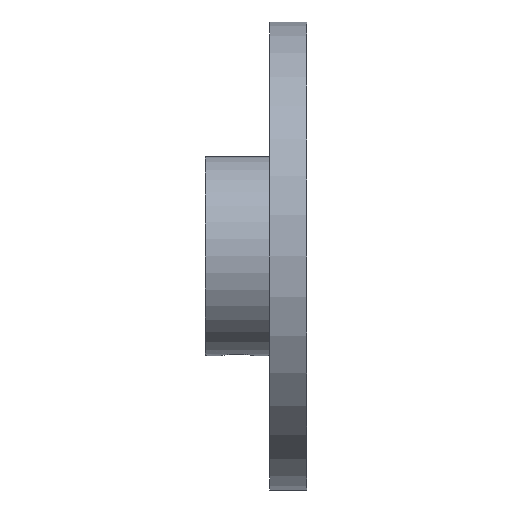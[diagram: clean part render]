
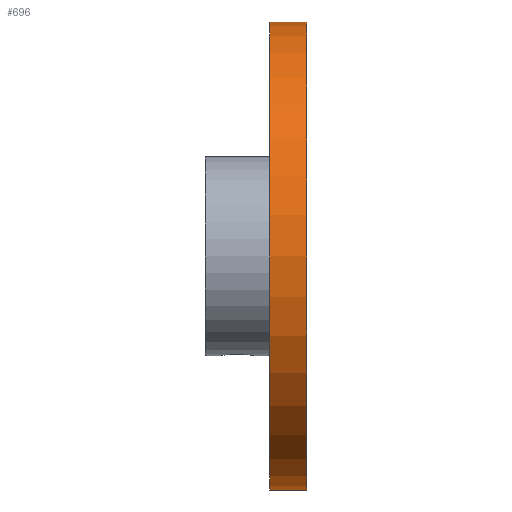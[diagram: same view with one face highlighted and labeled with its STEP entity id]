
A CAD part, left-side view. The second image highlights one B-rep face of the part: STEP entity #696.
In plain terms, the highlighted cylindrical face has radius 28.575 mm (diameter 57.15 mm), a partial arc.
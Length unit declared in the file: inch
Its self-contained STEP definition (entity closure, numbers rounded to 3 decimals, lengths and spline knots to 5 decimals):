
#67 = DIRECTION ( 'NONE',  ( 0., 0., -1. ) ) ;
#84 = CARTESIAN_POINT ( 'NONE',  ( 0., 0.18, 0. ) ) ;
#112 = EDGE_LOOP ( 'NONE', ( #815, #557, #190, #636 ) ) ;
#134 = CARTESIAN_POINT ( 'NONE',  ( 0., 0., 0. ) ) ;
#137 = AXIS2_PLACEMENT_3D ( 'NONE', #979, #524, #67 ) ;
#162 = DIRECTION ( 'NONE',  ( 0., 0., -1. ) ) ;
#171 = EDGE_CURVE ( 'NONE', #565, #293, #680, .T. ) ;
#190 = ORIENTED_EDGE ( 'NONE', *, *, #529, .T. ) ;
#249 = AXIS2_PLACEMENT_3D ( 'NONE', #134, #822, #519 ) ;
#260 = VECTOR ( 'NONE', #645, 39.37008 ) ;
#280 = CYLINDRICAL_SURFACE ( 'NONE', #249, 1.125 ) ;
#293 = VERTEX_POINT ( 'NONE', #891 ) ;
#319 = VERTEX_POINT ( 'NONE', #819 ) ;
#399 = CARTESIAN_POINT ( 'NONE',  ( 0., 0., -1.125 ) ) ;
#402 = LINE ( 'NONE', #617, #574 ) ;
#519 = DIRECTION ( 'NONE',  ( 0., 0., -1. ) ) ;
#524 = DIRECTION ( 'NONE',  ( 0., -1., 0. ) ) ;
#529 = EDGE_CURVE ( 'NONE', #319, #587, #402, .T. ) ;
#557 = ORIENTED_EDGE ( 'NONE', *, *, #882, .T. ) ;
#565 = VERTEX_POINT ( 'NONE', #772 ) ;
#574 = VECTOR ( 'NONE', #693, 39.37008 ) ;
#587 = VERTEX_POINT ( 'NONE', #399 ) ;
#617 = CARTESIAN_POINT ( 'NONE',  ( 0., 0., -1.125 ) ) ;
#618 = DIRECTION ( 'NONE',  ( 0., -1., 0. ) ) ;
#636 = ORIENTED_EDGE ( 'NONE', *, *, #732, .F. ) ;
#645 = DIRECTION ( 'NONE',  ( 0., -1., 0. ) ) ;
#680 = LINE ( 'NONE', #801, #260 ) ;
#693 = DIRECTION ( 'NONE',  ( 0., -1., 0. ) ) ;
#696 = ADVANCED_FACE ( 'NONE', ( #880 ), #280, .T. ) ;
#703 = AXIS2_PLACEMENT_3D ( 'NONE', #84, #618, #162 ) ;
#732 = EDGE_CURVE ( 'NONE', #293, #587, #861, .T. ) ;
#738 = CIRCLE ( 'NONE', #703, 1.125 ) ;
#772 = CARTESIAN_POINT ( 'NONE',  ( 0., 0.18, 1.125 ) ) ;
#801 = CARTESIAN_POINT ( 'NONE',  ( 0., 0., 1.125 ) ) ;
#815 = ORIENTED_EDGE ( 'NONE', *, *, #171, .F. ) ;
#819 = CARTESIAN_POINT ( 'NONE',  ( 0., 0.18, -1.125 ) ) ;
#822 = DIRECTION ( 'NONE',  ( 0., -1., 0. ) ) ;
#861 = CIRCLE ( 'NONE', #137, 1.125 ) ;
#880 = FACE_OUTER_BOUND ( 'NONE', #112, .T. ) ;
#882 = EDGE_CURVE ( 'NONE', #565, #319, #738, .T. ) ;
#891 = CARTESIAN_POINT ( 'NONE',  ( 0., 0., 1.125 ) ) ;
#979 = CARTESIAN_POINT ( 'NONE',  ( 0., 0., 0. ) ) ;
